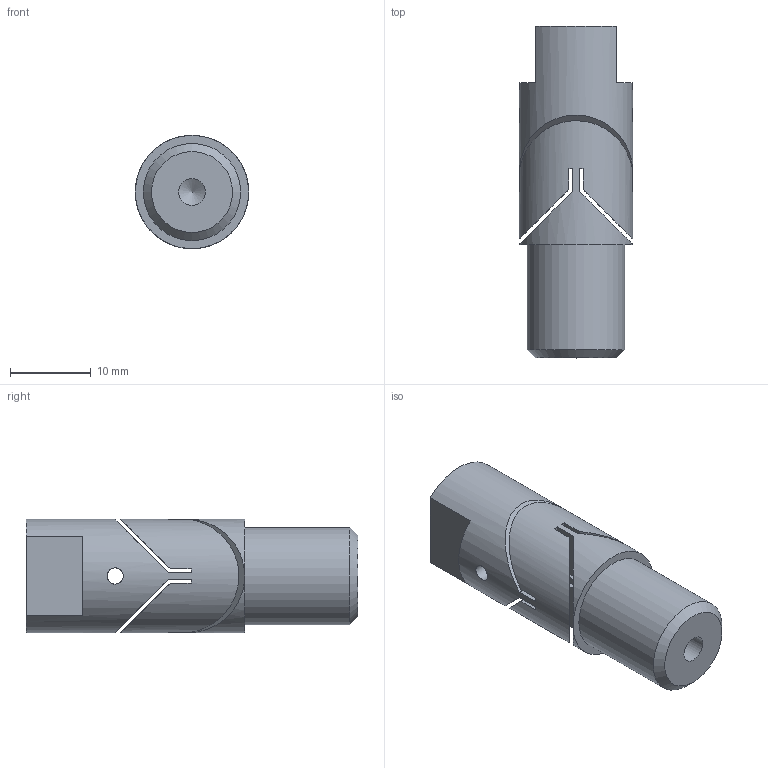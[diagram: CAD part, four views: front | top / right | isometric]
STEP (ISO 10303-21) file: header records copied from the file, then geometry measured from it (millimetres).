
FILE_DESCRIPTION (( 'STEP AP214' ), '1' );
FILE_NAME ('22921061.STEP', '2020-07-31T11:52:45', ( '' ), ( '' ), 'SwSTEP 2.0', 'SolidWorks 2019', '' );
FILE_SCHEMA (( 'AUTOMOTIVE_DESIGN' ));
Length unit declared in the file: millimetre
Products named in the file (1): 22921061
Bounding box: 14 x 41 x 13.99 mm (x, y, z)
Volume: 4863 mm3; surface area: 3352.7 mm2
Topology: 1 solids, 1 shells, 63 faces, 180 edges, 112 vertices
Faces by surface type: plane 52, cylinder 8, cone 3
Full cylindrical faces by diameter (mm): 2 x2, 3.3 x1, 5 x1, 8 x1, 12 x1, 14 x1
Entity records: 2028 total; most frequent: CARTESIAN_POINT 485, ORIENTED_EDGE 316, DIRECTION 294, EDGE_CURVE 158, VECTOR 120, LINE 120, VERTEX_POINT 102, AXIS2_PLACEMENT_3D 87
